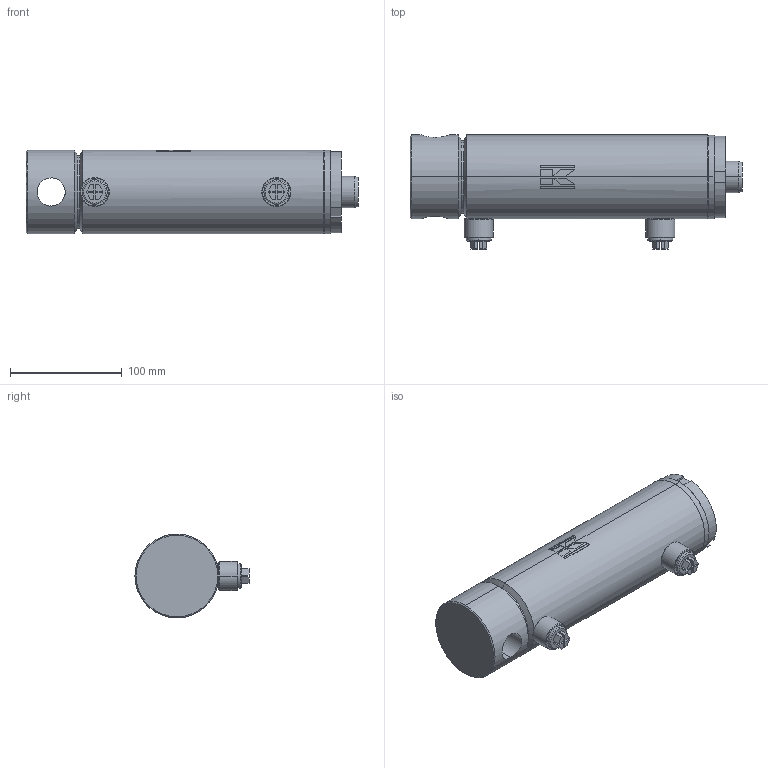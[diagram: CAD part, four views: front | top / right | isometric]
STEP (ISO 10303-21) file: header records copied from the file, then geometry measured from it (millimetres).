
FILE_DESCRIPTION (( 'STEP AP214' ), '1' );
FILE_NAME ('CFGCY0067076-Cylinder.step', '2024-06-28T09:49:08', ( '' ), ( '' ), 'SwSTEP 2.0', 'SolidWorks 2021', '' );
FILE_SCHEMA (( 'AUTOMOTIVE_DESIGN' ));
Length unit declared in the file: millimetre
Products named in the file (17): SP06M; ENDCAP63HOLE; LSN06E; Tube-MA_Simplified; Rod_Simplified; DS2906313028VM_Simplified; DS2906304SVM_Simplified; CFGCY0067076-Cylinder; Tube-WA_Simplified; DS2906313028_Simplified; MATE-AID; Tube_Simplified; Rod-WA_Simplified; ATT-NONE; 91666; DC39BEVD063B; DS2906304S_Simplified
Assembly tree (16 placements, depth 4):
  CFGCY0067076-Cylinder
    Tube-WA_Simplified
      Tube-MA_Simplified
        Tube_Simplified
        LSN06E
      LSN06E
      DC39BEVD063B
        ENDCAP63HOLE
    Rod-WA_Simplified
      Rod_Simplified
    DS2906313028VM_Simplified
      DS2906313028_Simplified
    DS2906304SVM_Simplified
      DS2906304S_Simplified
    91666
    SP06M  x2
  MATE-AID
  ATT-NONE
Bounding box: 297 x 102 x 75 mm (x, y, z)
Volume: 888671.4 mm3; surface area: 195375.8 mm2
Topology: 10 solids, 10 shells, 349 faces, 787 edges, 490 vertices
Faces by surface type: plane 136, cylinder 114, cone 73, torus 22, bspline 4
Entity records: 9594 total; most frequent: CARTESIAN_POINT 1842, DIRECTION 1387, ORIENTED_EDGE 1178, EDGE_CURVE 589, AXIS2_PLACEMENT_3D 546, VERTEX_POINT 368, EDGE_LOOP 309, VECTOR 295
